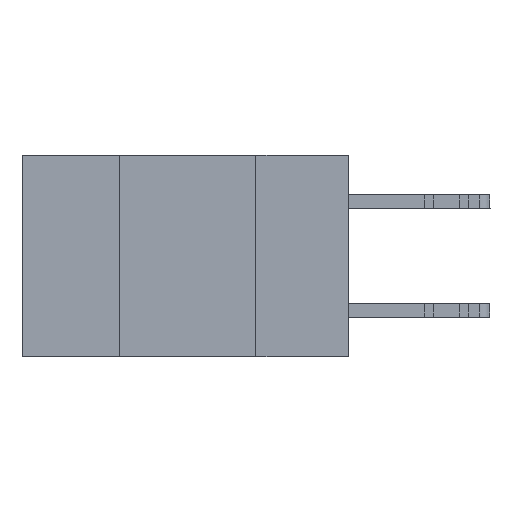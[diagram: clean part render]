
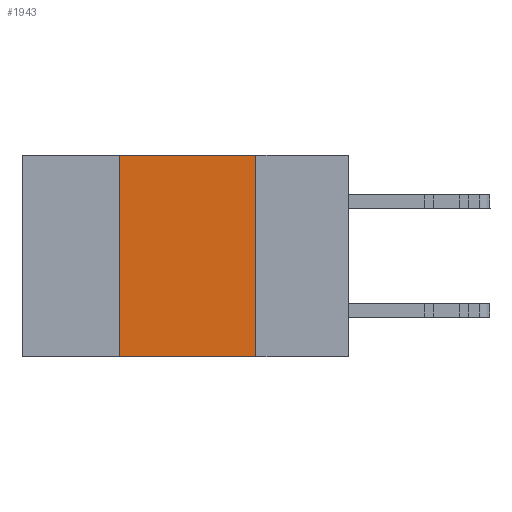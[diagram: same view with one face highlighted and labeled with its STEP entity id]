
A CAD part, left-side view. The second image highlights one B-rep face of the part: STEP entity #1943.
In plain terms, the highlighted planar face has unit normal (-1, 0, 0).
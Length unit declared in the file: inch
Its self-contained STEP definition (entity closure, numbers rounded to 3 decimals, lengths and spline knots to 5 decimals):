
#960 = CARTESIAN_POINT ( 'NONE',  ( 0., 0.42, -0.37 ) ) ;
#1943 = ADVANCED_FACE ( 'NONE', ( #18616 ), #7936, .F. ) ;
#1969 = AXIS2_PLACEMENT_3D ( 'NONE', #7942, #7546, #16315 ) ;
#2535 = CARTESIAN_POINT ( 'NONE',  ( 0., 0.42, -0.37 ) ) ;
#2898 = VERTEX_POINT ( 'NONE', #2535 ) ;
#3874 = EDGE_CURVE ( 'NONE', #16939, #7627, #11534, .T. ) ;
#4994 = CARTESIAN_POINT ( 'NONE',  ( 0., 0.17, -0.37 ) ) ;
#5245 = EDGE_CURVE ( 'NONE', #7627, #10428, #5311, .T. ) ;
#5311 = LINE ( 'NONE', #19811, #21024 ) ;
#5419 = ORIENTED_EDGE ( 'NONE', *, *, #5764, .T. ) ;
#5478 = DIRECTION ( 'NONE',  ( 0., 0., -1. ) ) ;
#5764 = EDGE_CURVE ( 'NONE', #2898, #10428, #13011, .T. ) ;
#6687 = ORIENTED_EDGE ( 'NONE', *, *, #3874, .F. ) ;
#7214 = DIRECTION ( 'NONE',  ( 0., 0., 1. ) ) ;
#7546 = DIRECTION ( 'NONE',  ( 1., 0., 0. ) ) ;
#7627 = VERTEX_POINT ( 'NONE', #19166 ) ;
#7936 = PLANE ( 'NONE',  #1969 ) ;
#7942 = CARTESIAN_POINT ( 'NONE',  ( 0., 0.6, 0. ) ) ;
#9214 = DIRECTION ( 'NONE',  ( 0., -1., 0. ) ) ;
#10428 = VERTEX_POINT ( 'NONE', #4994 ) ;
#11534 = LINE ( 'NONE', #20023, #22388 ) ;
#12197 = ORIENTED_EDGE ( 'NONE', *, *, #5245, .F. ) ;
#12242 = CARTESIAN_POINT ( 'NONE',  ( 0., 0.42, 0. ) ) ;
#13011 = LINE ( 'NONE', #21477, #23870 ) ;
#15911 = EDGE_CURVE ( 'NONE', #2898, #16939, #24386, .T. ) ;
#16315 = DIRECTION ( 'NONE',  ( 0., 0., -1. ) ) ;
#16344 = ORIENTED_EDGE ( 'NONE', *, *, #15911, .F. ) ;
#16939 = VERTEX_POINT ( 'NONE', #12242 ) ;
#18616 = FACE_OUTER_BOUND ( 'NONE', #21077, .T. ) ;
#19166 = CARTESIAN_POINT ( 'NONE',  ( 0., 0.17, 0. ) ) ;
#19811 = CARTESIAN_POINT ( 'NONE',  ( 0., 0.17, -0.37 ) ) ;
#20023 = CARTESIAN_POINT ( 'NONE',  ( 0., 0.6, 0. ) ) ;
#20171 = DIRECTION ( 'NONE',  ( 0., -1., 0. ) ) ;
#21024 = VECTOR ( 'NONE', #5478, 39.37008 ) ;
#21077 = EDGE_LOOP ( 'NONE', ( #12197, #6687, #16344, #5419 ) ) ;
#21477 = CARTESIAN_POINT ( 'NONE',  ( 0., 0.6, -0.37 ) ) ;
#22388 = VECTOR ( 'NONE', #20171, 39.37008 ) ;
#23736 = VECTOR ( 'NONE', #7214, 39.37008 ) ;
#23870 = VECTOR ( 'NONE', #9214, 39.37008 ) ;
#24386 = LINE ( 'NONE', #960, #23736 ) ;
